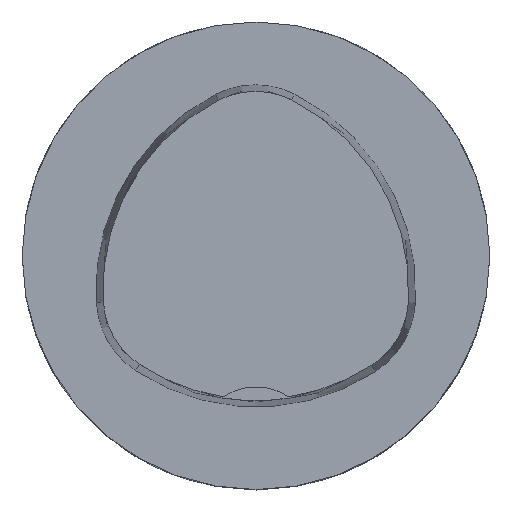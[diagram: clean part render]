
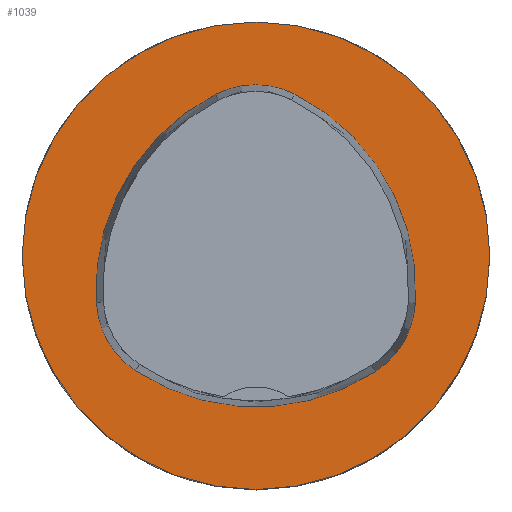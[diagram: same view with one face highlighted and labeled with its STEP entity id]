
A CAD part, top view. The second image highlights one B-rep face of the part: STEP entity #1039.
In plain terms, the highlighted planar face has unit normal (0, 0, 1).
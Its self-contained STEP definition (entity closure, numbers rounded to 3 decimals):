
#321=FACE_BOUND('',#2113,.T.);
#322=FACE_BOUND('',#2114,.T.);
#555=CIRCLE('',#7803,16.);
#556=CIRCLE('',#7809,15.);
#558=CIRCLE('',#7812,6.);
#560=CIRCLE('',#7815,15.);
#562=CIRCLE('',#7818,6.);
#566=CIRCLE('',#7823,15.);
#568=CIRCLE('',#7826,6.);
#1039=ADVANCED_FACE('',(#321,#322),#1350,.T.);
#1350=PLANE('',#7831);
#2113=EDGE_LOOP('',(#4051,#4052,#4053,#4054,#4055,#4056));
#2114=EDGE_LOOP('',(#4057));
#4051=ORIENTED_EDGE('',*,*,#5755,.T.);
#4052=ORIENTED_EDGE('',*,*,#5735,.T.);
#4053=ORIENTED_EDGE('',*,*,#5739,.T.);
#4054=ORIENTED_EDGE('',*,*,#5742,.T.);
#4055=ORIENTED_EDGE('',*,*,#5745,.T.);
#4056=ORIENTED_EDGE('',*,*,#5753,.T.);
#4057=ORIENTED_EDGE('',*,*,#5726,.F.);
#4755=VERTEX_POINT('',#12429);
#4764=VERTEX_POINT('',#12448);
#4765=VERTEX_POINT('',#12449);
#4768=VERTEX_POINT('',#12457);
#4770=VERTEX_POINT('',#12463);
#4772=VERTEX_POINT('',#12469);
#4779=VERTEX_POINT('',#12490);
#5726=EDGE_CURVE('',#4755,#4755,#555,.T.);
#5735=EDGE_CURVE('',#4764,#4765,#556,.T.);
#5739=EDGE_CURVE('',#4765,#4768,#558,.T.);
#5742=EDGE_CURVE('',#4768,#4770,#560,.T.);
#5745=EDGE_CURVE('',#4770,#4772,#562,.T.);
#5753=EDGE_CURVE('',#4772,#4779,#566,.T.);
#5755=EDGE_CURVE('',#4779,#4764,#568,.T.);
#7803=AXIS2_PLACEMENT_3D('',#12428,#9678,#9679);
#7809=AXIS2_PLACEMENT_3D('',#12447,#9694,#9695);
#7812=AXIS2_PLACEMENT_3D('',#12456,#9702,#9703);
#7815=AXIS2_PLACEMENT_3D('',#12462,#9709,#9710);
#7818=AXIS2_PLACEMENT_3D('',#12468,#9716,#9717);
#7823=AXIS2_PLACEMENT_3D('',#12491,#9728,#9729);
#7826=AXIS2_PLACEMENT_3D('',#12494,#9734,#9735);
#7831=AXIS2_PLACEMENT_3D('',#12499,#9744,#9745);
#9678=DIRECTION('',(0.,0.,-1.));
#9679=DIRECTION('',(-1.,0.,0.));
#9694=DIRECTION('',(0.,0.,-1.));
#9695=DIRECTION('',(-1.,0.,0.));
#9702=DIRECTION('',(0.,0.,-1.));
#9703=DIRECTION('',(-1.,0.,0.));
#9709=DIRECTION('',(0.,0.,-1.));
#9710=DIRECTION('',(-1.,0.,0.));
#9716=DIRECTION('',(0.,0.,-1.));
#9717=DIRECTION('',(-1.,0.,0.));
#9728=DIRECTION('',(0.,0.,-1.));
#9729=DIRECTION('',(-1.,0.,0.));
#9734=DIRECTION('',(0.,0.,-1.));
#9735=DIRECTION('',(-1.,0.,0.));
#9744=DIRECTION('',(0.,0.,1.));
#9745=DIRECTION('',(1.,0.,0.));
#12428=CARTESIAN_POINT('',(0.,0.,0.));
#12429=CARTESIAN_POINT('',(-16.,0.,0.));
#12447=CARTESIAN_POINT('',(4.048,-2.316,0.));
#12448=CARTESIAN_POINT('',(-10.926,-3.206,0.));
#12449=CARTESIAN_POINT('',(-2.774,11.043,0.));
#12456=CARTESIAN_POINT('',(-0.045,5.7,0.));
#12457=CARTESIAN_POINT('',(2.638,11.066,0.));
#12462=CARTESIAN_POINT('',(-4.07,-2.35,0.));
#12463=CARTESIAN_POINT('',(10.903,-3.249,0.));
#12468=CARTESIAN_POINT('',(4.914,-2.889,0.));
#12469=CARTESIAN_POINT('',(8.177,-7.924,0.));
#12490=CARTESIAN_POINT('',(-8.24,-7.859,0.));
#12491=CARTESIAN_POINT('',(0.019,4.663,0.));
#12494=CARTESIAN_POINT('',(-4.936,-2.85,0.));
#12499=CARTESIAN_POINT('',(0.,0.,0.));
